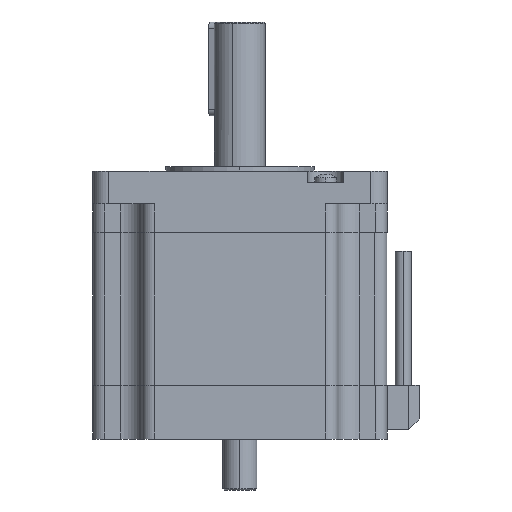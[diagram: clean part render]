
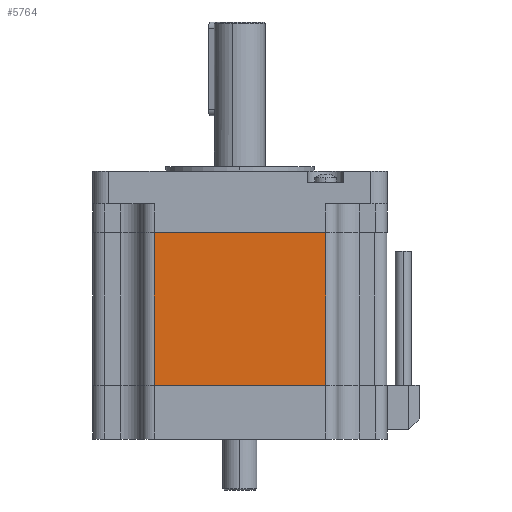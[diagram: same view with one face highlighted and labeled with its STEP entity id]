
A CAD part, left-side view. The second image highlights one B-rep face of the part: STEP entity #5764.
In plain terms, the highlighted planar face has unit normal (-1, 0, 0).
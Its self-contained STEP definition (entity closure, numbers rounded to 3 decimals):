
#4953=DIRECTION('',(0.,0.,-1.));
#4954=VECTOR('',#4953,57.);
#4955=CARTESIAN_POINT('',(-54.85,32.,-23.));
#4956=LINE('',#4955,#4954);
#4961=DIRECTION('',(0.,-1.,0.));
#4962=VECTOR('',#4961,64.);
#4963=CARTESIAN_POINT('',(-54.85,32.,-23.));
#4964=LINE('',#4963,#4962);
#4969=DIRECTION('',(0.,0.,1.));
#4970=VECTOR('',#4969,57.);
#4971=CARTESIAN_POINT('',(-54.85,-32.,-80.));
#4972=LINE('',#4971,#4970);
#5053=DIRECTION('',(0.,-1.,0.));
#5054=VECTOR('',#5053,64.);
#5055=CARTESIAN_POINT('',(-54.85,32.,-80.));
#5056=LINE('',#5055,#5054);
#5283=CARTESIAN_POINT('',(-54.85,-32.,-23.));
#5284=VERTEX_POINT('',#5283);
#5285=CARTESIAN_POINT('',(-54.85,32.,-23.));
#5286=VERTEX_POINT('',#5285);
#5375=CARTESIAN_POINT('',(-54.85,32.,-80.));
#5376=VERTEX_POINT('',#5375);
#5377=CARTESIAN_POINT('',(-54.85,-32.,-80.));
#5378=VERTEX_POINT('',#5377);
#5751=CARTESIAN_POINT('',(-54.85,32.,-80.));
#5752=DIRECTION('',(-1.,0.,0.));
#5753=DIRECTION('',(0.,0.,1.));
#5754=AXIS2_PLACEMENT_3D('',#5751,#5752,#5753);
#5755=PLANE('',#5754);
#5756=ORIENTED_EDGE('',*,*,#5459,.T.);
#5758=ORIENTED_EDGE('',*,*,#5757,.F.);
#5760=ORIENTED_EDGE('',*,*,#5759,.F.);
#5761=ORIENTED_EDGE('',*,*,#5743,.F.);
#5762=EDGE_LOOP('',(#5756,#5758,#5760,#5761));
#5763=FACE_OUTER_BOUND('',#5762,.F.);
#5764=ADVANCED_FACE('',(#5763),#5755,.T.);
#5459=EDGE_CURVE('',#5286,#5284,#4964,.T.);
#5743=EDGE_CURVE('',#5286,#5376,#4956,.T.);
#5757=EDGE_CURVE('',#5378,#5284,#4972,.T.);
#5759=EDGE_CURVE('',#5376,#5378,#5056,.T.);
